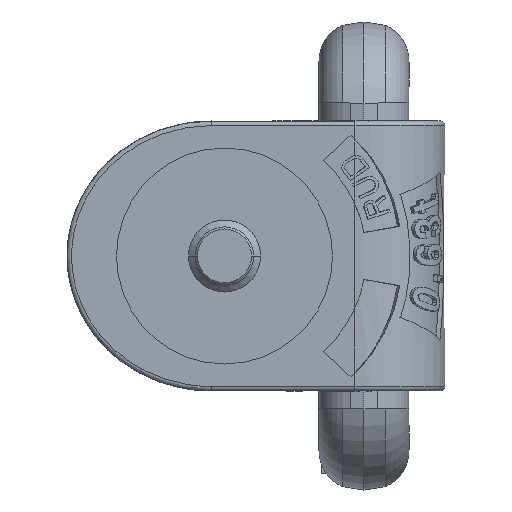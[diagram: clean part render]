
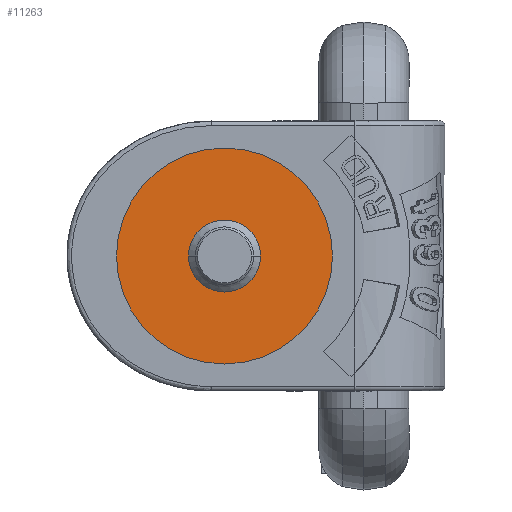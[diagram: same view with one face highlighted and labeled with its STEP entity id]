
A CAD part, front view. The second image highlights one B-rep face of the part: STEP entity #11263.
In plain terms, the highlighted planar face has unit normal (0, -1, 0).
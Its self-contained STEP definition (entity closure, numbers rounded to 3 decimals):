
#119=CARTESIAN_POINT('',(-27.,-4.5,0.));
#120=DIRECTION('',(0.,-1.,0.));
#121=DIRECTION('',(-1.,0.,0.));
#122=AXIS2_PLACEMENT_3D('',#119,#120,#121);
#124=CARTESIAN_POINT('',(-27.,-4.5,0.));
#125=DIRECTION('',(0.,1.,0.));
#126=DIRECTION('',(-1.,0.,0.));
#127=AXIS2_PLACEMENT_3D('',#124,#125,#126);
#129=CARTESIAN_POINT('',(-27.,-4.5,0.));
#130=DIRECTION('',(0.,1.,0.));
#131=DIRECTION('',(1.,0.,0.));
#132=AXIS2_PLACEMENT_3D('',#129,#130,#131);
#134=CARTESIAN_POINT('',(-27.,-4.5,0.));
#135=DIRECTION('',(0.,1.,0.));
#136=DIRECTION('',(-1.,0.,0.));
#137=AXIS2_PLACEMENT_3D('',#134,#135,#136);
#11065=CARTESIAN_POINT('',(-39.,-4.5,0.));
#11067=VERTEX_POINT('',#11065);
#11073=CARTESIAN_POINT('',(-15.,-4.5,0.));
#11075=VERTEX_POINT('',#11073);
#11096=CARTESIAN_POINT('',(-23.,-4.5,0.));
#11097=CARTESIAN_POINT('',(-31.,-4.5,0.));
#11098=VERTEX_POINT('',#11096);
#11099=VERTEX_POINT('',#11097);
#11248=CARTESIAN_POINT('',(-27.,-4.5,0.));
#11249=DIRECTION('',(0.,1.,0.));
#11250=DIRECTION('',(1.,0.,0.));
#11251=AXIS2_PLACEMENT_3D('',#11248,#11249,#11250);
#11252=PLANE('',#11251);
#11253=ORIENTED_EDGE('',*,*,#11241,.F.);
#11254=ORIENTED_EDGE('',*,*,#11230,.T.);
#11255=EDGE_LOOP('',(#11253,#11254));
#11256=FACE_OUTER_BOUND('',#11255,.F.);
#11258=ORIENTED_EDGE('',*,*,#11257,.F.);
#11260=ORIENTED_EDGE('',*,*,#11259,.F.);
#11261=EDGE_LOOP('',(#11258,#11260));
#11262=FACE_BOUND('',#11261,.F.);
#11263=ADVANCED_FACE('',(#11256,#11262),#11252,.F.);
#123=CIRCLE('',#122,12.);
#128=CIRCLE('',#127,12.);
#133=CIRCLE('',#132,4.);
#138=CIRCLE('',#137,4.);
#11230=EDGE_CURVE('',#11067,#11075,#128,.T.);
#11241=EDGE_CURVE('',#11067,#11075,#123,.T.);
#11257=EDGE_CURVE('',#11098,#11099,#133,.T.);
#11259=EDGE_CURVE('',#11099,#11098,#138,.T.);
